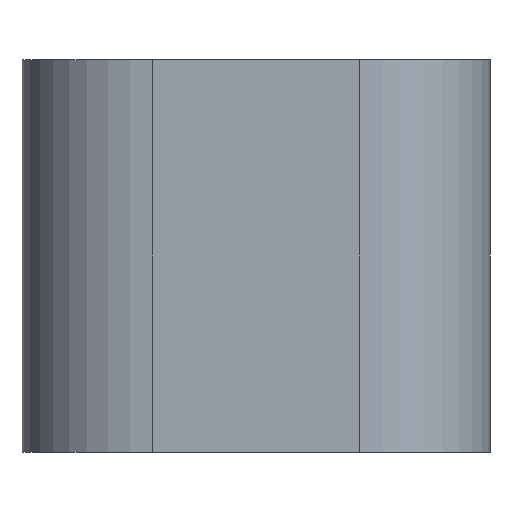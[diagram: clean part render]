
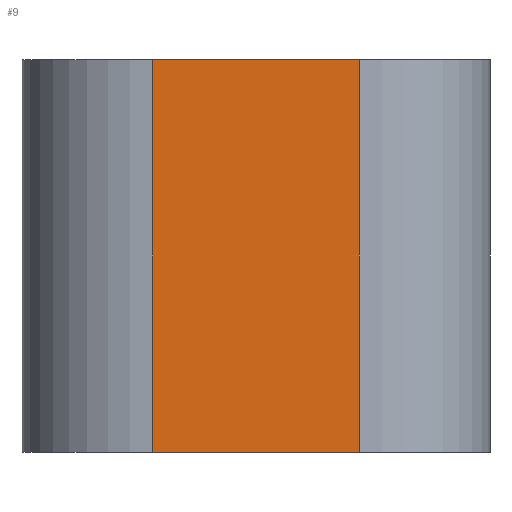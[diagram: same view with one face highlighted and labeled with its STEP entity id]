
A CAD part, left-side view. The second image highlights one B-rep face of the part: STEP entity #9.
In plain terms, the highlighted planar face has unit normal (-1, 0, 0).
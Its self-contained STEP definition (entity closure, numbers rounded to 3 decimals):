
#5 = VERTEX_POINT ( 'NONE', #341 ) ;
#8 = VERTEX_POINT ( 'NONE', #130 ) ;
#9 = ADVANCED_FACE ( 'NONE', ( #1040 ), #526, .F. ) ;
#115 = EDGE_CURVE ( 'NONE', #5, #8, #178, .T. ) ;
#121 = CARTESIAN_POINT ( 'NONE',  ( -1., 0.4, -0.6 ) ) ;
#130 = CARTESIAN_POINT ( 'NONE',  ( -1., 1.03, -0.6 ) ) ;
#146 = DIRECTION ( 'NONE',  ( 0., 0., -1. ) ) ;
#178 = LINE ( 'NONE', #417, #997 ) ;
#341 = CARTESIAN_POINT ( 'NONE',  ( -1., 1.03, 0.6 ) ) ;
#345 = DIRECTION ( 'NONE',  ( 1., 0., 0. ) ) ;
#370 = DIRECTION ( 'NONE',  ( 0., -1., 0. ) ) ;
#417 = CARTESIAN_POINT ( 'NONE',  ( -1., 1.03, 0.6 ) ) ;
#423 = EDGE_CURVE ( 'NONE', #847, #1011, #707, .T. ) ;
#473 = CARTESIAN_POINT ( 'NONE',  ( -1., 0.4, 0.6 ) ) ;
#502 = VECTOR ( 'NONE', #864, 1000. ) ;
#518 = CARTESIAN_POINT ( 'NONE',  ( -1., 1.03, 0.6 ) ) ;
#525 = ORIENTED_EDGE ( 'NONE', *, *, #423, .F. ) ;
#526 = PLANE ( 'NONE',  #1048 ) ;
#532 = CARTESIAN_POINT ( 'NONE',  ( -1., 1.03, 0.6 ) ) ;
#541 = VECTOR ( 'NONE', #794, 1000. ) ;
#549 = CARTESIAN_POINT ( 'NONE',  ( -1., 1.03, -0.6 ) ) ;
#555 = EDGE_CURVE ( 'NONE', #8, #1011, #1007, .T. ) ;
#594 = VECTOR ( 'NONE', #370, 1000. ) ;
#602 = ORIENTED_EDGE ( 'NONE', *, *, #115, .T. ) ;
#707 = LINE ( 'NONE', #473, #502 ) ;
#712 = LINE ( 'NONE', #518, #541 ) ;
#771 = CARTESIAN_POINT ( 'NONE',  ( -1., 0.4, 0.6 ) ) ;
#794 = DIRECTION ( 'NONE',  ( 0., -1., 0. ) ) ;
#819 = EDGE_LOOP ( 'NONE', ( #1288, #525, #866, #602 ) ) ;
#847 = VERTEX_POINT ( 'NONE', #771 ) ;
#864 = DIRECTION ( 'NONE',  ( 0., 0., -1. ) ) ;
#866 = ORIENTED_EDGE ( 'NONE', *, *, #900, .F. ) ;
#897 = DIRECTION ( 'NONE',  ( 0., 0., -1. ) ) ;
#900 = EDGE_CURVE ( 'NONE', #5, #847, #712, .T. ) ;
#997 = VECTOR ( 'NONE', #897, 1000. ) ;
#1007 = LINE ( 'NONE', #549, #594 ) ;
#1011 = VERTEX_POINT ( 'NONE', #121 ) ;
#1040 = FACE_OUTER_BOUND ( 'NONE', #819, .T. ) ;
#1048 = AXIS2_PLACEMENT_3D ( 'NONE', #532, #345, #146 ) ;
#1288 = ORIENTED_EDGE ( 'NONE', *, *, #555, .T. ) ;
